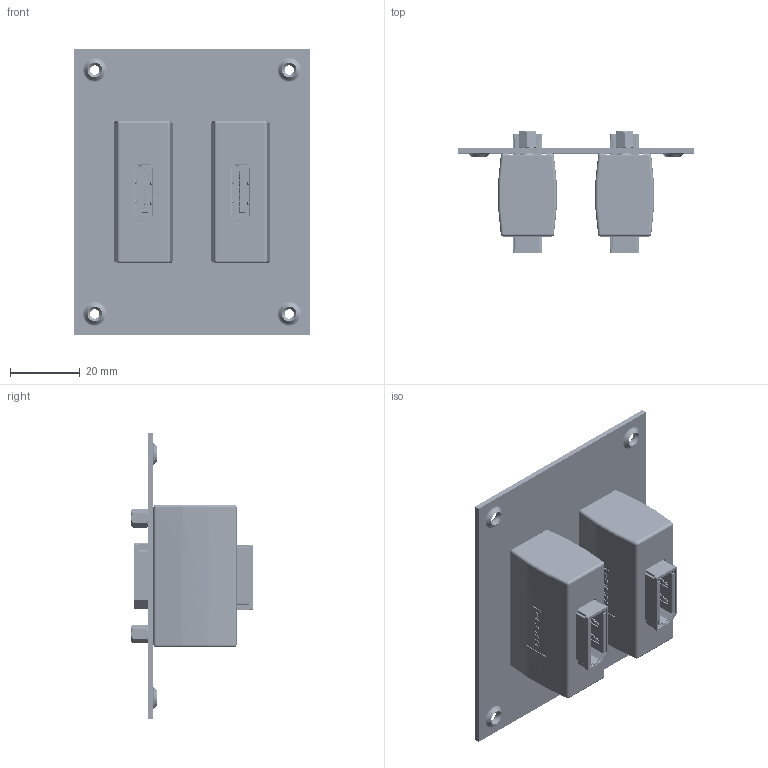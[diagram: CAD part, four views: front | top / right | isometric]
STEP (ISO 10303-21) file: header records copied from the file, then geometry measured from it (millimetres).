
FILE_DESCRIPTION (( 'STEP AP214' ), '1' );
FILE_NAME ('USP-2DPF.STEP', '2018-04-25T14:36:46', ( '' ), ( '' ), 'SwSTEP 2.0', 'SolidWorks 2017', '' );
FILE_SCHEMA (( 'AUTOMOTIVE_DESIGN' ));
Length unit declared in the file: inch
Products named in the file (17): 1BC01-040_DP-FF STD WIRING; 1AG01-064_Without Connector Cover; 1AG01-064-BLIND NUT; 1AG01-064-CONNECTOR PLATE; 1AH04-004; 1AH04-004-MA3_LONG PIN; 1AH04-004-MA4___; 1AH04-004-MA3_SHORT PIN; 1AH04-004-MA2___; 1AH04-004-MA1___; MTN-653; 1AR04-003; USP-2DPF; DP-FF_.06 offset; SDG250-MA1; 1AY01-340; 1AY01-339
Assembly tree (38 placements, depth 4):
  USP-2DPF
    1AR04-003
    DP-FF_.06 offset  x2
      MTN-653
      1AH04-004
        1AH04-004-MA1___
        1AH04-004-MA2___
        1AH04-004-MA3_SHORT PIN  x11
        1AH04-004-MA4___
        1AH04-004-MA3_LONG PIN  x9
      1AG01-064_Without Connector Cover
        1AG01-064-CONNECTOR PLATE
        1AG01-064-BLIND NUT  x2
      1BC01-040_DP-FF STD WIRING
      1AY01-339
      1AY01-340
      SDG250-MA1
Bounding box: 68.07 x 34.9 x 82.04 mm (x, y, z)
Volume: 39807.9 mm3; surface area: 46447.4 mm2
Topology: 111 solids, 111 shells, 7468 faces, 20184 edges, 13120 vertices
Faces by surface type: plane 4810, cylinder 2234, torus 152, cone 104, bspline 96, sphere 72
Full cylindrical faces by diameter (mm): 0.2 x64, 0.36 x128, 2.261 x36, 2.705 x4, 3 x4, 3.6 x4, 4.5 x4, 4.6 x4
Entity records: 60966 total; most frequent: CARTESIAN_POINT 12607, ORIENTED_EDGE 9054, DIRECTION 8886, EDGE_CURVE 4527, LINE 3196, VECTOR 3196, VERTEX_POINT 3040, AXIS2_PLACEMENT_3D 2845
